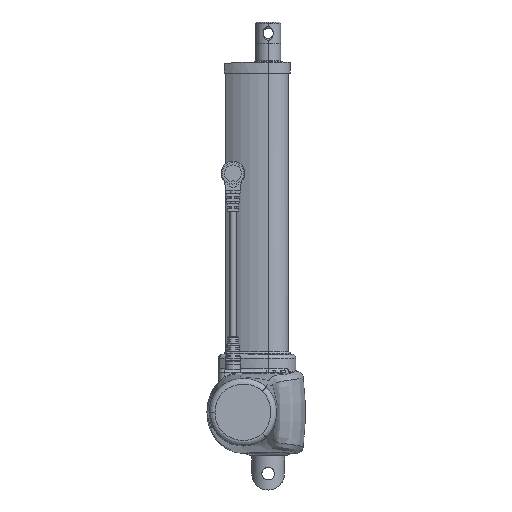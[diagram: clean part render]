
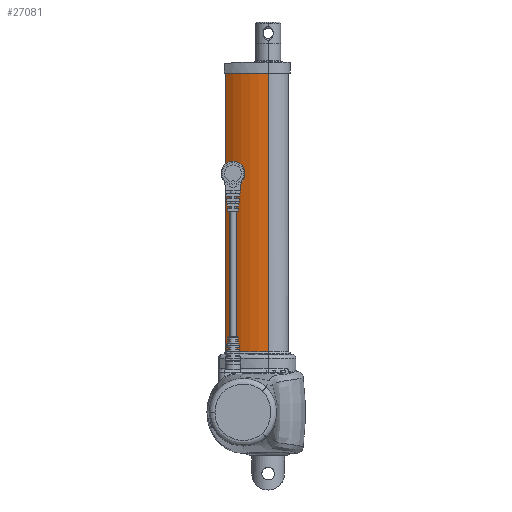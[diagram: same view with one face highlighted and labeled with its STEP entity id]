
A CAD part, front view. The second image highlights one B-rep face of the part: STEP entity #27081.
In plain terms, the highlighted cylindrical face has radius 52.1 mm (diameter 104.2 mm), a partial arc.
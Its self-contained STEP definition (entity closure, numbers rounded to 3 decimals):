
#4 = ORIENTED_EDGE ( 'NONE', *, *, #32721, .T. ) ;
#1377 = AXIS2_PLACEMENT_3D ( 'NONE', #12443, #7181, #30770 ) ;
#1937 = CARTESIAN_POINT ( 'NONE',  ( 20.2, -13.85, 271.202 ) ) ;
#3159 = AXIS2_PLACEMENT_3D ( 'NONE', #11063, #29399, #13712 ) ;
#3312 = DIRECTION ( 'NONE',  ( 0., 0., -1. ) ) ;
#4050 = VERTEX_POINT ( 'NONE', #25254 ) ;
#5016 = VERTEX_POINT ( 'NONE', #20712 ) ;
#7031 = EDGE_CURVE ( '��������3_113+��������3_2+��������3_11', #5016, #30545, #24353, .T. ) ;
#7181 = DIRECTION ( 'NONE',  ( 0., 0., -1. ) ) ;
#8471 = FACE_OUTER_BOUND ( 'NONE', #20767, .T. ) ;
#10061 = DIRECTION ( 'NONE',  ( 0., 0., 1. ) ) ;
#10781 = EDGE_CURVE ( '��������3_4+��������3_2+��������3_1', #30545, #4050, #22114, .T. ) ;
#11063 = CARTESIAN_POINT ( 'NONE',  ( 20.2, 38.25, 48. ) ) ;
#11909 = VECTOR ( 'NONE', #28580, 1000. ) ;
#11925 = CARTESIAN_POINT ( 'NONE',  ( -13.4, -1.568, 48. ) ) ;
#12443 = CARTESIAN_POINT ( 'NONE',  ( 20.2, 38.25, 271.202 ) ) ;
#12527 = CIRCLE ( 'NONE', #19611, 52.1 ) ;
#13712 = DIRECTION ( 'NONE',  ( 1., 0., 0. ) ) ;
#14292 = VECTOR ( 'NONE', #10061, 1000. ) ;
#14506 = EDGE_CURVE ( '��������3_2+��������3_52+��������', #18594, #4050, #12527, .T. ) ;
#15464 = ORIENTED_EDGE ( 'NONE', *, *, #14506, .T. ) ;
#18594 = VERTEX_POINT ( 'NONE', #27471 ) ;
#18997 = CARTESIAN_POINT ( 'NONE',  ( 20.2, 38.25, 269.702 ) ) ;
#19611 = AXIS2_PLACEMENT_3D ( 'NONE', #18997, #3312, #21635 ) ;
#19744 = LINE ( 'NONE', #1937, #11909 ) ;
#20625 = CARTESIAN_POINT ( 'NONE',  ( -13.4, -1.568, 271.202 ) ) ;
#20712 = CARTESIAN_POINT ( 'NONE',  ( 20.2, -13.85, 48. ) ) ;
#20767 = EDGE_LOOP ( 'NONE', ( #27995, #29239, #4, #15464 ) ) ;
#21621 = CYLINDRICAL_SURFACE ( 'NONE', #1377, 52.1 ) ;
#21635 = DIRECTION ( 'NONE',  ( 1., 0., 0. ) ) ;
#22114 = LINE ( 'NONE', #20625, #14292 ) ;
#24353 = CIRCLE ( 'NONE', #3159, 52.1 ) ;
#25254 = CARTESIAN_POINT ( 'NONE',  ( -13.4, -1.568, 269.702 ) ) ;
#27081 = ADVANCED_FACE ( '��������?Jw?', ( #8471 ), #21621, .T. ) ;
#27471 = CARTESIAN_POINT ( 'NONE',  ( 20.2, -13.85, 269.702 ) ) ;
#27995 = ORIENTED_EDGE ( 'NONE', *, *, #10781, .F. ) ;
#28580 = DIRECTION ( 'NONE',  ( 0., 0., 1. ) ) ;
#29239 = ORIENTED_EDGE ( 'NONE', *, *, #7031, .F. ) ;
#29399 = DIRECTION ( 'NONE',  ( 0., 0., -1. ) ) ;
#30545 = VERTEX_POINT ( 'NONE', #11925 ) ;
#30770 = DIRECTION ( 'NONE',  ( 0., 1., 0. ) ) ;
#32721 = EDGE_CURVE ( '��������3_2+��������3_1+��������3_1', #5016, #18594, #19744, .T. ) ;
